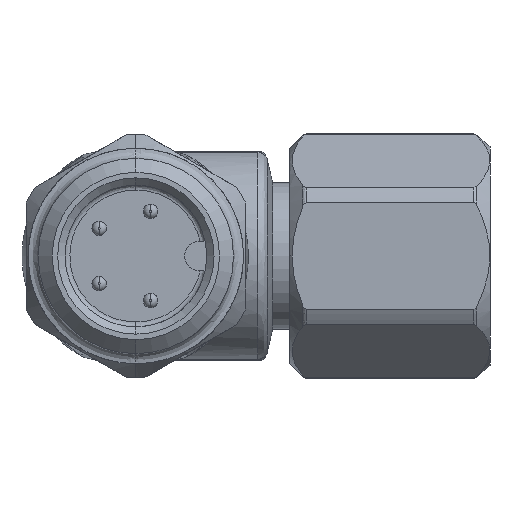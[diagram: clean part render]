
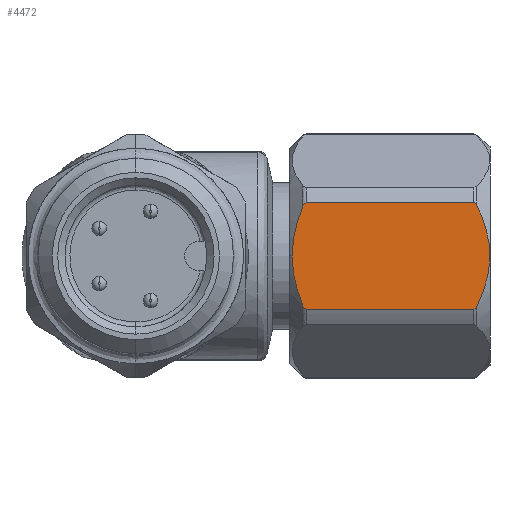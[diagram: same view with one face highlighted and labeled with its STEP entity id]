
A CAD part, left-side view. The second image highlights one B-rep face of the part: STEP entity #4472.
In plain terms, the highlighted face is planar.
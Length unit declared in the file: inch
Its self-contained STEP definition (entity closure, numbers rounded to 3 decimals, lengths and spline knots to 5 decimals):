
#38 = B_SPLINE_CURVE_WITH_KNOTS ( 'NONE', 3,
 ( #2662, #5723, #3152, #2693, #5625, #5231 ),
 .UNSPECIFIED., .F., .F.,
 ( 4, 2, 4 ),
 ( 0., 0.00009, 0.00018 ),
 .UNSPECIFIED. ) ;
#158 = ORIENTED_EDGE ( 'NONE', *, *, #3459, .F. ) ;
#182 = CARTESIAN_POINT ( 'NONE',  ( -0.02143, -0.17717, -0.08149 ) ) ;
#188 = CARTESIAN_POINT ( 'NONE',  ( -0.3189, -0.17717, 0. ) ) ;
#245 = CARTESIAN_POINT ( 'NONE',  ( -0.31571, -0.17717, -0.0344 ) ) ;
#248 = VERTEX_POINT ( 'NONE', #1253 ) ;
#282 = CARTESIAN_POINT ( 'NONE',  ( -0.3189, -0.17717, 0. ) ) ;
#319 = CARTESIAN_POINT ( 'NONE',  ( -0.30683, -0.17717, -0.06753 ) ) ;
#562 = CARTESIAN_POINT ( 'NONE',  ( -0.02649, -0.17717, -0.08581 ) ) ;
#593 = CARTESIAN_POINT ( 'NONE',  ( -0.02258, -0.17717, -0.08353 ) ) ;
#610 = VECTOR ( 'NONE', #952, 39.37008 ) ;
#884 = CARTESIAN_POINT ( 'NONE',  ( -0.301, -0.17717, -0.08164 ) ) ;
#952 = DIRECTION ( 'NONE',  ( 1., 0., 0. ) ) ;
#1023 = DIRECTION ( 'NONE',  ( 0., 0., -1. ) ) ;
#1092 = ORIENTED_EDGE ( 'NONE', *, *, #3574, .T. ) ;
#1216 = CARTESIAN_POINT ( 'NONE',  ( -0.3189, -0.17717, 0.01389 ) ) ;
#1253 = CARTESIAN_POINT ( 'NONE',  ( -0.30152, -0.17717, 0.08037 ) ) ;
#1260 = CARTESIAN_POINT ( 'NONE',  ( -0.30152, -0.17717, -0.08037 ) ) ;
#1271 = EDGE_CURVE ( 'NONE', #2264, #248, #2072, .T. ) ;
#1283 = VERTEX_POINT ( 'NONE', #6310 ) ;
#1299 = LINE ( 'NONE', #2240, #1322 ) ;
#1313 = CARTESIAN_POINT ( 'NONE',  ( -0.31688, -0.17717, -0.02764 ) ) ;
#1320 = AXIS2_PLACEMENT_3D ( 'NONE', #6043, #3010, #1023 ) ;
#1322 = VECTOR ( 'NONE', #2142, 39.37008 ) ;
#1351 = CARTESIAN_POINT ( 'NONE',  ( -0.29734, -0.17717, 0.08581 ) ) ;
#1356 = EDGE_CURVE ( 'NONE', #4962, #4069, #2848, .T. ) ;
#1363 = CARTESIAN_POINT ( 'NONE',  ( -0.02649, -0.17717, -0.08581 ) ) ;
#1384 = CARTESIAN_POINT ( 'NONE',  ( -0.29856, -0.17717, 0.08494 ) ) ;
#1540 = CARTESIAN_POINT ( 'NONE',  ( -0.00016, -0.17717, 0.00702 ) ) ;
#1716 = VERTEX_POINT ( 'NONE', #182 ) ;
#1740 = CARTESIAN_POINT ( 'NONE',  ( -0.30152, -0.17717, 0.08037 ) ) ;
#1955 = CARTESIAN_POINT ( 'NONE',  ( -0.01508, -0.17717, 0.06874 ) ) ;
#2052 = CARTESIAN_POINT ( 'NONE',  ( -0.00016, -0.17717, -0.01411 ) ) ;
#2072 = B_SPLINE_CURVE_WITH_KNOTS ( 'NONE', 3,
 ( #188, #1216, #3659, #4722, #2199, #1740 ),
 .UNSPECIFIED., .F., .F.,
 ( 4, 2, 4 ),
 ( 0.00209, 0.00313, 0.00418 ),
 .UNSPECIFIED. ) ;
#2107 = EDGE_CURVE ( 'NONE', #1283, #4457, #38, .T. ) ;
#2109 = B_SPLINE_CURVE_WITH_KNOTS ( 'NONE', 3,
 ( #562, #2555, #4106, #593, #5153, #5124 ),
 .UNSPECIFIED., .F., .F.,
 ( 4, 2, 4 ),
 ( 0., 0.00009, 0.00018 ),
 .UNSPECIFIED. ) ;
#2142 = DIRECTION ( 'NONE',  ( -1., 0., 0. ) ) ;
#2199 = CARTESIAN_POINT ( 'NONE',  ( -0.30683, -0.17717, 0.06752 ) ) ;
#2240 = CARTESIAN_POINT ( 'NONE',  ( -0.32283, -0.17717, 0.08581 ) ) ;
#2254 = CARTESIAN_POINT ( 'NONE',  ( -0.31848, -0.17717, -0.01394 ) ) ;
#2264 = VERTEX_POINT ( 'NONE', #6390 ) ;
#2447 = CARTESIAN_POINT ( 'NONE',  ( -0.30152, -0.17717, -0.08037 ) ) ;
#2448 = CARTESIAN_POINT ( 'NONE',  ( -0.32283, -0.17717, -0.08581 ) ) ;
#2470 = VERTEX_POINT ( 'NONE', #1260 ) ;
#2555 = CARTESIAN_POINT ( 'NONE',  ( -0.02531, -0.17717, -0.08581 ) ) ;
#2662 = CARTESIAN_POINT ( 'NONE',  ( -0.02143, -0.17717, 0.08149 ) ) ;
#2693 = CARTESIAN_POINT ( 'NONE',  ( -0.02423, -0.17717, 0.08517 ) ) ;
#2753 = B_SPLINE_CURVE_WITH_KNOTS ( 'NONE', 3,
 ( #6435, #3896, #4853, #1384, #1351, #6372 ),
 .UNSPECIFIED., .F., .F.,
 ( 4, 2, 4 ),
 ( 0., 0.0001, 0.00021 ),
 .UNSPECIFIED. ) ;
#2777 = CARTESIAN_POINT ( 'NONE',  ( -0.30152, -0.17717, -0.08037 ) ) ;
#2829 = VERTEX_POINT ( 'NONE', #5042 ) ;
#2848 = LINE ( 'NONE', #2448, #610 ) ;
#2875 = CARTESIAN_POINT ( 'NONE',  ( -0.29856, -0.17717, -0.08494 ) ) ;
#2896 = CARTESIAN_POINT ( 'NONE',  ( -0.02143, -0.17717, -0.08149 ) ) ;
#3010 = DIRECTION ( 'NONE',  ( 0., -1., 0. ) ) ;
#3040 = PLANE ( 'NONE',  #1320 ) ;
#3152 = CARTESIAN_POINT ( 'NONE',  ( -0.02257, -0.17717, 0.08352 ) ) ;
#3298 = CARTESIAN_POINT ( 'NONE',  ( -0.3189, -0.17717, -0.00695 ) ) ;
#3459 = EDGE_CURVE ( 'NONE', #248, #2829, #2753, .T. ) ;
#3485 = CARTESIAN_POINT ( 'NONE',  ( -0.02143, -0.17717, 0.08149 ) ) ;
#3494 = FACE_OUTER_BOUND ( 'NONE', #3973, .T. ) ;
#3517 = CARTESIAN_POINT ( 'NONE',  ( -0.00976, -0.17717, 0.05563 ) ) ;
#3574 = EDGE_CURVE ( 'NONE', #2470, #4962, #6209, .T. ) ;
#3659 = CARTESIAN_POINT ( 'NONE',  ( -0.31725, -0.17717, 0.0275 ) ) ;
#3744 = CARTESIAN_POINT ( 'NONE',  ( -0.29595, -0.17717, -0.08581 ) ) ;
#3789 = CARTESIAN_POINT ( 'NONE',  ( -0.31117, -0.17717, -0.05446 ) ) ;
#3848 = B_SPLINE_CURVE_WITH_KNOTS ( 'NONE', 3,
 ( #2896, #5156, #6497, #4175, #2052, #1540, #6031, #4139, #6150, #3517, #1955, #3485 ),
 .UNSPECIFIED., .F., .F.,
 ( 4, 2, 2, 2, 2, 4 ),
 ( 0., 0.00108, 0.00215, 0.00269, 0.00323, 0.0043 ),
 .UNSPECIFIED. ) ;
#3858 = B_SPLINE_CURVE_WITH_KNOTS ( 'NONE', 3,
 ( #2777, #319, #3789, #245, #1313, #2254, #3298, #282 ),
 .UNSPECIFIED., .F., .F.,
 ( 4, 2, 2, 4 ),
 ( 0., 0.00104, 0.00157, 0.00209 ),
 .UNSPECIFIED. ) ;
#3896 = CARTESIAN_POINT ( 'NONE',  ( -0.301, -0.17717, 0.08164 ) ) ;
#3946 = EDGE_CURVE ( 'NONE', #1716, #1283, #3848, .T. ) ;
#3965 = CARTESIAN_POINT ( 'NONE',  ( -0.30036, -0.17717, -0.08285 ) ) ;
#3973 = EDGE_LOOP ( 'NONE', ( #4120, #158, #4606, #5264, #1092, #4204, #4599, #3982, #6473 ) ) ;
#3982 = ORIENTED_EDGE ( 'NONE', *, *, #3946, .T. ) ;
#4036 = CARTESIAN_POINT ( 'NONE',  ( -0.02649, -0.17717, 0.08581 ) ) ;
#4069 = VERTEX_POINT ( 'NONE', #1363 ) ;
#4106 = CARTESIAN_POINT ( 'NONE',  ( -0.02423, -0.17717, -0.08517 ) ) ;
#4120 = ORIENTED_EDGE ( 'NONE', *, *, #5959, .T. ) ;
#4139 = CARTESIAN_POINT ( 'NONE',  ( -0.00264, -0.17717, 0.02812 ) ) ;
#4175 = CARTESIAN_POINT ( 'NONE',  ( -0.00227, -0.17717, -0.02839 ) ) ;
#4204 = ORIENTED_EDGE ( 'NONE', *, *, #1356, .T. ) ;
#4269 = EDGE_CURVE ( 'NONE', #4069, #1716, #2109, .T. ) ;
#4426 = CARTESIAN_POINT ( 'NONE',  ( -0.29595, -0.17717, -0.08581 ) ) ;
#4457 = VERTEX_POINT ( 'NONE', #4036 ) ;
#4472 = ADVANCED_FACE ( 'NONE', ( #3494 ), #3040, .T. ) ;
#4599 = ORIENTED_EDGE ( 'NONE', *, *, #4269, .T. ) ;
#4606 = ORIENTED_EDGE ( 'NONE', *, *, #1271, .F. ) ;
#4722 = CARTESIAN_POINT ( 'NONE',  ( -0.31123, -0.17717, 0.05429 ) ) ;
#4853 = CARTESIAN_POINT ( 'NONE',  ( -0.30036, -0.17717, 0.08285 ) ) ;
#4962 = VERTEX_POINT ( 'NONE', #3744 ) ;
#5042 = CARTESIAN_POINT ( 'NONE',  ( -0.29595, -0.17717, 0.08581 ) ) ;
#5124 = CARTESIAN_POINT ( 'NONE',  ( -0.02143, -0.17717, -0.08149 ) ) ;
#5153 = CARTESIAN_POINT ( 'NONE',  ( -0.02195, -0.17717, -0.08254 ) ) ;
#5156 = CARTESIAN_POINT ( 'NONE',  ( -0.01508, -0.17717, -0.06874 ) ) ;
#5231 = CARTESIAN_POINT ( 'NONE',  ( -0.02649, -0.17717, 0.08581 ) ) ;
#5264 = ORIENTED_EDGE ( 'NONE', *, *, #6367, .F. ) ;
#5348 = CARTESIAN_POINT ( 'NONE',  ( -0.29734, -0.17717, -0.08581 ) ) ;
#5625 = CARTESIAN_POINT ( 'NONE',  ( -0.0253, -0.17717, 0.08581 ) ) ;
#5723 = CARTESIAN_POINT ( 'NONE',  ( -0.02195, -0.17717, 0.08254 ) ) ;
#5959 = EDGE_CURVE ( 'NONE', #4457, #2829, #1299, .T. ) ;
#6031 = CARTESIAN_POINT ( 'NONE',  ( -0.00066, -0.17717, 0.01406 ) ) ;
#6043 = CARTESIAN_POINT ( 'NONE',  ( -0.32283, -0.17717, 0.10229 ) ) ;
#6150 = CARTESIAN_POINT ( 'NONE',  ( -0.00413, -0.17717, 0.03514 ) ) ;
#6209 = B_SPLINE_CURVE_WITH_KNOTS ( 'NONE', 3,
 ( #2447, #884, #3965, #2875, #5348, #4426 ),
 .UNSPECIFIED., .F., .F.,
 ( 4, 2, 4 ),
 ( 0., 0.0001, 0.00021 ),
 .UNSPECIFIED. ) ;
#6310 = CARTESIAN_POINT ( 'NONE',  ( -0.02143, -0.17717, 0.08149 ) ) ;
#6367 = EDGE_CURVE ( 'NONE', #2470, #2264, #3858, .T. ) ;
#6372 = CARTESIAN_POINT ( 'NONE',  ( -0.29595, -0.17717, 0.08581 ) ) ;
#6390 = CARTESIAN_POINT ( 'NONE',  ( -0.3189, -0.17717, 0. ) ) ;
#6435 = CARTESIAN_POINT ( 'NONE',  ( -0.30152, -0.17717, 0.08037 ) ) ;
#6473 = ORIENTED_EDGE ( 'NONE', *, *, #2107, .T. ) ;
#6497 = CARTESIAN_POINT ( 'NONE',  ( -0.00977, -0.17717, -0.05565 ) ) ;
